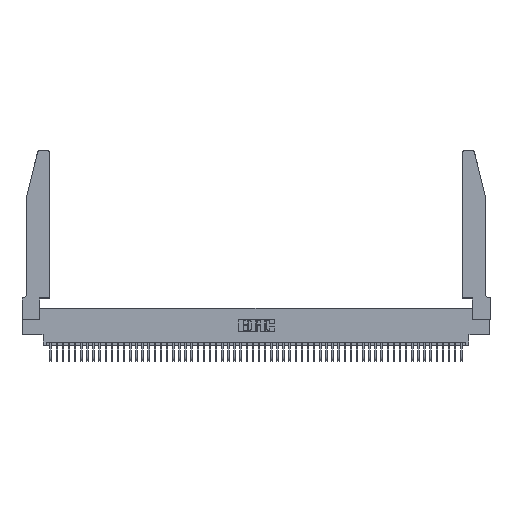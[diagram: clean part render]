
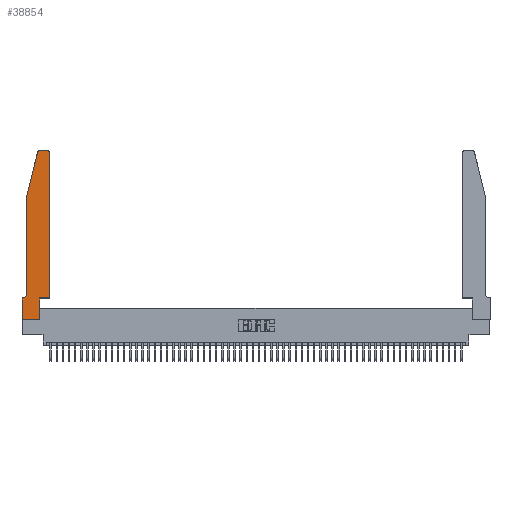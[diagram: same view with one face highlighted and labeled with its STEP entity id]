
A CAD part, top view. The second image highlights one B-rep face of the part: STEP entity #38854.
In plain terms, the highlighted planar face has unit normal (0, 0, 1).
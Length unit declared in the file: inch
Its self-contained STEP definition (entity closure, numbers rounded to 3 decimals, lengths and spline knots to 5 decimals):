
#217 = CARTESIAN_POINT ( 'NONE',  ( 0.0755, 2., 0.37 ) ) ;
#1024 = VECTOR ( 'NONE', #41523, 39.37008 ) ;
#1648 = VECTOR ( 'NONE', #36099, 39.37008 ) ;
#2388 = DIRECTION ( 'NONE',  ( 0., 1., 0. ) ) ;
#3033 = PLANE ( 'NONE',  #26788 ) ;
#3823 = CARTESIAN_POINT ( 'NONE',  ( 0.0755, 0.42, 0.37 ) ) ;
#4267 = LINE ( 'NONE', #23067, #47491 ) ;
#5790 = CARTESIAN_POINT ( 'NONE',  ( 0.284, 2.72, 0.37 ) ) ;
#6687 = DIRECTION ( 'NONE',  ( -1., 0., 0. ) ) ;
#7076 = LINE ( 'NONE', #9286, #47722 ) ;
#7174 = CARTESIAN_POINT ( 'NONE',  ( 0., 0.35, 0.37 ) ) ;
#7946 = CIRCLE ( 'NONE', #40214, 0.03 ) ;
#8436 = CARTESIAN_POINT ( 'NONE',  ( 0.4505, 0.35, 0.37 ) ) ;
#9169 = VERTEX_POINT ( 'NONE', #42165 ) ;
#9286 = CARTESIAN_POINT ( 'NONE',  ( 0.0755, 0.35, 0.37 ) ) ;
#9664 = VERTEX_POINT ( 'NONE', #33499 ) ;
#9873 = CARTESIAN_POINT ( 'NONE',  ( 0., 0., 0.37 ) ) ;
#9894 = DIRECTION ( 'NONE',  ( 1., 0., 0. ) ) ;
#10496 = CARTESIAN_POINT ( 'NONE',  ( 0.0755, 2., 0.37 ) ) ;
#11264 = DIRECTION ( 'NONE',  ( 0., 0., 1. ) ) ;
#11347 = CARTESIAN_POINT ( 'NONE',  ( 0.4505, 2.72, 0.37 ) ) ;
#11453 = ORIENTED_EDGE ( 'NONE', *, *, #18551, .T. ) ;
#11836 = CARTESIAN_POINT ( 'NONE',  ( 0.4205, 2.72, 0.37 ) ) ;
#12491 = LINE ( 'NONE', #10496, #32897 ) ;
#13413 = ORIENTED_EDGE ( 'NONE', *, *, #29246, .T. ) ;
#14674 = DIRECTION ( 'NONE',  ( 1., 0., 0. ) ) ;
#15917 = DIRECTION ( 'NONE',  ( 1., 0., 0. ) ) ;
#15948 = ORIENTED_EDGE ( 'NONE', *, *, #42681, .T. ) ;
#16167 = CARTESIAN_POINT ( 'NONE',  ( 0.0055, 0.35, 0.37 ) ) ;
#16218 = ORIENTED_EDGE ( 'NONE', *, *, #29129, .T. ) ;
#17310 = EDGE_CURVE ( 'NONE', #35337, #17447, #51907, .T. ) ;
#17399 = ORIENTED_EDGE ( 'NONE', *, *, #17310, .T. ) ;
#17447 = VERTEX_POINT ( 'NONE', #11347 ) ;
#17520 = VERTEX_POINT ( 'NONE', #3823 ) ;
#17607 = EDGE_CURVE ( 'NONE', #30446, #17520, #46210, .T. ) ;
#17868 = DIRECTION ( 'NONE',  ( 1., 0., 0. ) ) ;
#18551 = EDGE_CURVE ( 'NONE', #19016, #30446, #12491, .T. ) ;
#19016 = VERTEX_POINT ( 'NONE', #22722 ) ;
#19597 = VECTOR ( 'NONE', #2388, 39.37008 ) ;
#20068 = CARTESIAN_POINT ( 'NONE',  ( 0., 0.35, 0.37 ) ) ;
#20085 = CIRCLE ( 'NONE', #33860, 0.03 ) ;
#21464 = VERTEX_POINT ( 'NONE', #42879 ) ;
#22722 = CARTESIAN_POINT ( 'NONE',  ( 0.25487, 2.72718, 0.37 ) ) ;
#23067 = CARTESIAN_POINT ( 'NONE',  ( 0.2605, 2.75, 0.37 ) ) ;
#23785 = DIRECTION ( 'NONE',  ( 0., 0., -1. ) ) ;
#24070 = LINE ( 'NONE', #29361, #1024 ) ;
#25012 = EDGE_CURVE ( 'NONE', #9169, #19016, #20085, .T. ) ;
#25093 = CARTESIAN_POINT ( 'NONE',  ( 0., 0., 0.37 ) ) ;
#26788 = AXIS2_PLACEMENT_3D ( 'NONE', #7174, #11264, #39716 ) ;
#27906 = CARTESIAN_POINT ( 'NONE',  ( 0., 0., 0.37 ) ) ;
#28054 = ORIENTED_EDGE ( 'NONE', *, *, #38343, .T. ) ;
#28696 = ORIENTED_EDGE ( 'NONE', *, *, #33421, .T. ) ;
#29129 = EDGE_CURVE ( 'NONE', #36912, #9169, #4267, .T. ) ;
#29246 = EDGE_CURVE ( 'NONE', #17520, #42548, #43700, .T. ) ;
#29361 = CARTESIAN_POINT ( 'NONE',  ( 0.2865, 0.35, 0.37 ) ) ;
#29613 = EDGE_CURVE ( 'NONE', #9664, #35337, #34187, .T. ) ;
#29635 = DIRECTION ( 'NONE',  ( -1., 0., 0. ) ) ;
#30446 = VERTEX_POINT ( 'NONE', #36347 ) ;
#30546 = CARTESIAN_POINT ( 'NONE',  ( 0.4205, 2.75, 0.37 ) ) ;
#32897 = VECTOR ( 'NONE', #51074, 39.37008 ) ;
#32970 = LINE ( 'NONE', #27906, #1648 ) ;
#33421 = EDGE_CURVE ( 'NONE', #17447, #36912, #7946, .T. ) ;
#33499 = CARTESIAN_POINT ( 'NONE',  ( 0.2865, 0.35, 0.37 ) ) ;
#33860 = AXIS2_PLACEMENT_3D ( 'NONE', #5790, #34304, #9894 ) ;
#34187 = LINE ( 'NONE', #39030, #35486 ) ;
#34304 = DIRECTION ( 'NONE',  ( 0., 0., 1. ) ) ;
#34349 = ORIENTED_EDGE ( 'NONE', *, *, #17607, .T. ) ;
#35040 = CARTESIAN_POINT ( 'NONE',  ( 0.4505, 0.35, 0.37 ) ) ;
#35337 = VERTEX_POINT ( 'NONE', #8436 ) ;
#35473 = EDGE_CURVE ( 'NONE', #42548, #50940, #7076, .T. ) ;
#35486 = VECTOR ( 'NONE', #14674, 39.37008 ) ;
#35549 = VECTOR ( 'NONE', #44868, 39.37008 ) ;
#36042 = ORIENTED_EDGE ( 'NONE', *, *, #41752, .T. ) ;
#36099 = DIRECTION ( 'NONE',  ( 0., -1., 0. ) ) ;
#36347 = CARTESIAN_POINT ( 'NONE',  ( 0.0755, 2., 0.37 ) ) ;
#36912 = VERTEX_POINT ( 'NONE', #30546 ) ;
#37155 = ORIENTED_EDGE ( 'NONE', *, *, #25012, .T. ) ;
#38343 = EDGE_CURVE ( 'NONE', #50940, #48928, #32970, .T. ) ;
#38788 = LINE ( 'NONE', #9873, #48238 ) ;
#38854 = ADVANCED_FACE ( 'NONE', ( #49275 ), #3033, .T. ) ;
#39030 = CARTESIAN_POINT ( 'NONE',  ( 0.4505, 0.35, 0.37 ) ) ;
#39716 = DIRECTION ( 'NONE',  ( 1., 0., 0. ) ) ;
#40214 = AXIS2_PLACEMENT_3D ( 'NONE', #11836, #40265, #15917 ) ;
#40265 = DIRECTION ( 'NONE',  ( 0., 0., 1. ) ) ;
#41523 = DIRECTION ( 'NONE',  ( 0., 1., 0. ) ) ;
#41752 = EDGE_CURVE ( 'NONE', #48928, #21464, #38788, .T. ) ;
#42165 = CARTESIAN_POINT ( 'NONE',  ( 0.284, 2.75, 0.37 ) ) ;
#42259 = EDGE_LOOP ( 'NONE', ( #16218, #37155, #11453, #34349, #13413, #42941, #28054, #36042, #15948, #49506, #17399, #28696 ) ) ;
#42548 = VERTEX_POINT ( 'NONE', #16167 ) ;
#42681 = EDGE_CURVE ( 'NONE', #21464, #9664, #24070, .T. ) ;
#42879 = CARTESIAN_POINT ( 'NONE',  ( 0.2865, 0., 0.37 ) ) ;
#42941 = ORIENTED_EDGE ( 'NONE', *, *, #35473, .T. ) ;
#43700 = CIRCLE ( 'NONE', #52211, 0.07 ) ;
#44868 = DIRECTION ( 'NONE',  ( 0., -1., 0. ) ) ;
#46210 = LINE ( 'NONE', #217, #35549 ) ;
#47491 = VECTOR ( 'NONE', #6687, 39.37008 ) ;
#47722 = VECTOR ( 'NONE', #29635, 39.37008 ) ;
#48036 = CARTESIAN_POINT ( 'NONE',  ( 0.0055, 0.42, 0.37 ) ) ;
#48238 = VECTOR ( 'NONE', #17868, 39.37008 ) ;
#48928 = VERTEX_POINT ( 'NONE', #25093 ) ;
#49275 = FACE_OUTER_BOUND ( 'NONE', #42259, .T. ) ;
#49506 = ORIENTED_EDGE ( 'NONE', *, *, #29613, .T. ) ;
#50940 = VERTEX_POINT ( 'NONE', #20068 ) ;
#51074 = DIRECTION ( 'NONE',  ( -0.239, -0.971, 0. ) ) ;
#51907 = LINE ( 'NONE', #35040, #19597 ) ;
#52038 = DIRECTION ( 'NONE',  ( -1., 0., 0. ) ) ;
#52211 = AXIS2_PLACEMENT_3D ( 'NONE', #48036, #23785, #52038 ) ;
